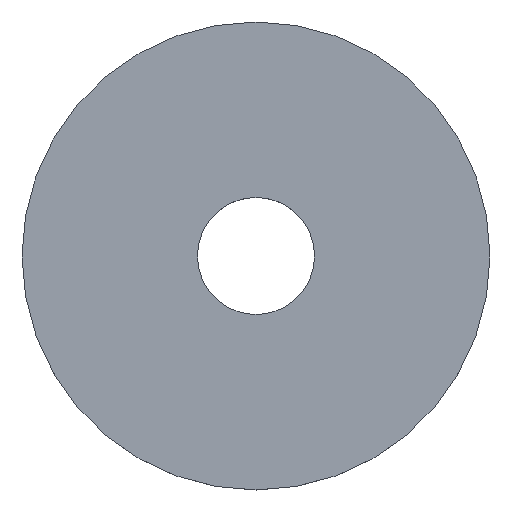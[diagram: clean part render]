
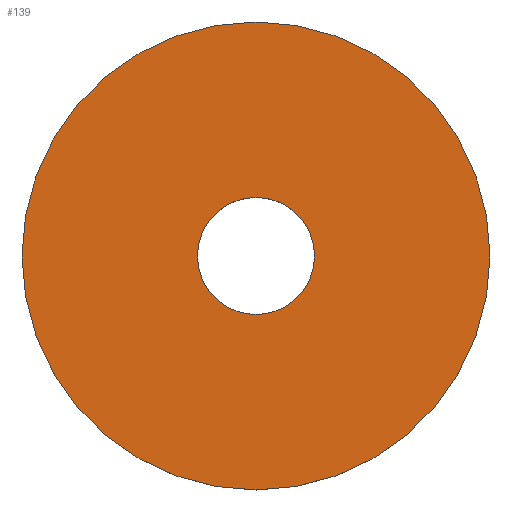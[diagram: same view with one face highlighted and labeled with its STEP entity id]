
A CAD part, top view. The second image highlights one B-rep face of the part: STEP entity #139.
In plain terms, the highlighted planar face has unit normal (0, 0, 1).
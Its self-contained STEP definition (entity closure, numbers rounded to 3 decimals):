
#8 = FACE_BOUND ( 'NONE', #116, .T. ) ;
#15 = FACE_OUTER_BOUND ( 'NONE', #99, .T. ) ;
#25 = DIRECTION ( 'NONE',  ( 0., 0., -1. ) ) ;
#32 = VERTEX_POINT ( 'NONE', #81 ) ;
#34 = DIRECTION ( 'NONE',  ( 0., 1., 0. ) ) ;
#47 = CARTESIAN_POINT ( 'NONE',  ( 0., 0., 2. ) ) ;
#48 = AXIS2_PLACEMENT_3D ( 'NONE', #47, #100, #34 ) ;
#55 = AXIS2_PLACEMENT_3D ( 'NONE', #167, #73, #129 ) ;
#63 = VERTEX_POINT ( 'NONE', #138 ) ;
#70 = CIRCLE ( 'NONE', #75, 5. ) ;
#73 = DIRECTION ( 'NONE',  ( 0., 0., 1. ) ) ;
#75 = AXIS2_PLACEMENT_3D ( 'NONE', #145, #25, #158 ) ;
#78 = CIRCLE ( 'NONE', #48, 20. ) ;
#79 = EDGE_CURVE ( 'NONE', #32, #32, #78, .T. ) ;
#81 = CARTESIAN_POINT ( 'NONE',  ( 0., 20., 2. ) ) ;
#99 = EDGE_LOOP ( 'NONE', ( #113 ) ) ;
#100 = DIRECTION ( 'NONE',  ( 0., 0., -1. ) ) ;
#104 = EDGE_CURVE ( 'NONE', #63, #63, #70, .T. ) ;
#113 = ORIENTED_EDGE ( 'NONE', *, *, #79, .F. ) ;
#116 = EDGE_LOOP ( 'NONE', ( #156 ) ) ;
#129 = DIRECTION ( 'NONE',  ( 0., -1., 0. ) ) ;
#134 = PLANE ( 'NONE',  #55 ) ;
#138 = CARTESIAN_POINT ( 'NONE',  ( 0., 5., 2. ) ) ;
#139 = ADVANCED_FACE ( 'NONE', ( #8, #15 ), #134, .T. ) ;
#145 = CARTESIAN_POINT ( 'NONE',  ( 0., 0., 2. ) ) ;
#156 = ORIENTED_EDGE ( 'NONE', *, *, #104, .T. ) ;
#158 = DIRECTION ( 'NONE',  ( 0., 1., 0. ) ) ;
#167 = CARTESIAN_POINT ( 'NONE',  ( 0., 5., 2. ) ) ;
